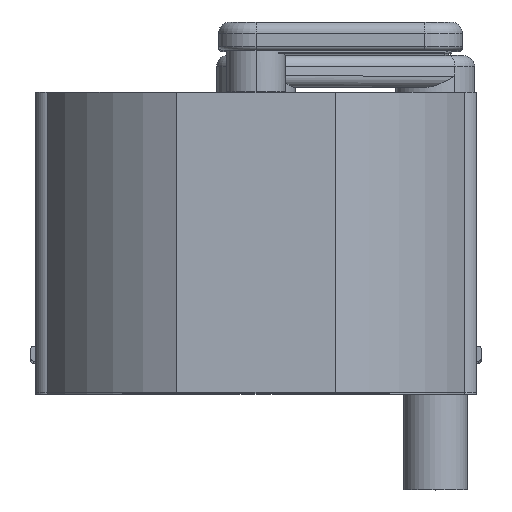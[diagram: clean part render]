
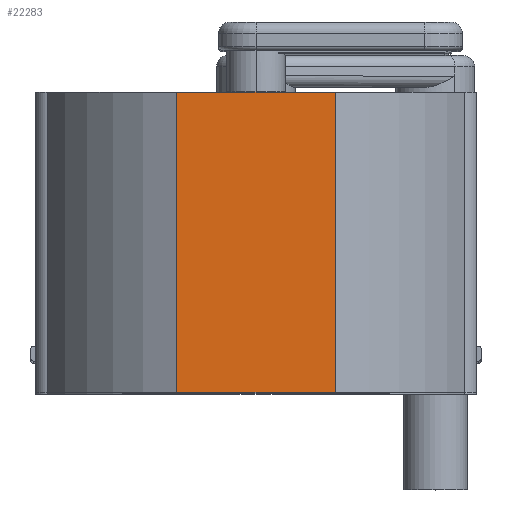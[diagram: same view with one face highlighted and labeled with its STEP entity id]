
A CAD part, top view. The second image highlights one B-rep face of the part: STEP entity #22283.
In plain terms, the highlighted face is planar.
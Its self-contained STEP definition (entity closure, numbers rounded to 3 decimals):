
#334 = CARTESIAN_POINT ( 'NONE',  ( -42.307, -112.5, -80. ) ) ;
#2231 = EDGE_CURVE ( 'NONE', #9309, #3385, #14643, .T. ) ;
#3380 = ORIENTED_EDGE ( 'NONE', *, *, #2231, .F. ) ;
#3385 = VERTEX_POINT ( 'NONE', #8152 ) ;
#3522 = DIRECTION ( 'NONE',  ( 1., 0., 0. ) ) ;
#3606 = CARTESIAN_POINT ( 'NONE',  ( -34.433, -112.5, -80. ) ) ;
#3622 = LINE ( 'NONE', #7653, #22918 ) ;
#3630 = ORIENTED_EDGE ( 'NONE', *, *, #16699, .F. ) ;
#3650 = CARTESIAN_POINT ( 'NONE',  ( -34.433, -112.5, 80. ) ) ;
#4280 = VECTOR ( 'NONE', #7398, 1000. ) ;
#4494 = ORIENTED_EDGE ( 'NONE', *, *, #22944, .T. ) ;
#6252 = LINE ( 'NONE', #19565, #9827 ) ;
#6958 = VECTOR ( 'NONE', #3522, 1000. ) ;
#7398 = DIRECTION ( 'NONE',  ( 1., 0., 0. ) ) ;
#7653 = CARTESIAN_POINT ( 'NONE',  ( 42.307, -112.5, -197.987 ) ) ;
#8152 = CARTESIAN_POINT ( 'NONE',  ( 42.307, -112.5, 80. ) ) ;
#9309 = VERTEX_POINT ( 'NONE', #22740 ) ;
#9827 = VECTOR ( 'NONE', #10033, 1000. ) ;
#10033 = DIRECTION ( 'NONE',  ( 0., 0., 1. ) ) ;
#10472 = EDGE_CURVE ( 'NONE', #16764, #13791, #24025, .T. ) ;
#11905 = DIRECTION ( 'NONE',  ( 0., 0., 1. ) ) ;
#12930 = EDGE_LOOP ( 'NONE', ( #17184, #4494, #3380, #3630 ) ) ;
#13791 = VERTEX_POINT ( 'NONE', #23720 ) ;
#14643 = LINE ( 'NONE', #20277, #6958 ) ;
#16699 = EDGE_CURVE ( 'NONE', #16764, #9309, #6252, .T. ) ;
#16764 = VERTEX_POINT ( 'NONE', #334 ) ;
#17184 = ORIENTED_EDGE ( 'NONE', *, *, #10472, .T. ) ;
#17798 = AXIS2_PLACEMENT_3D ( 'NONE', #3650, #20411, #20167 ) ;
#18085 = PLANE ( 'NONE',  #17798 ) ;
#19565 = CARTESIAN_POINT ( 'NONE',  ( -42.307, -112.5, -197.987 ) ) ;
#20167 = DIRECTION ( 'NONE',  ( 0., 0., 1. ) ) ;
#20277 = CARTESIAN_POINT ( 'NONE',  ( -34.433, -112.5, 80. ) ) ;
#20411 = DIRECTION ( 'NONE',  ( 0., 1., 0. ) ) ;
#21997 = FACE_OUTER_BOUND ( 'NONE', #12930, .T. ) ;
#22283 = ADVANCED_FACE ( 'NONE', ( #21997 ), #18085, .F. ) ;
#22740 = CARTESIAN_POINT ( 'NONE',  ( -42.307, -112.5, 80. ) ) ;
#22918 = VECTOR ( 'NONE', #11905, 1000. ) ;
#22944 = EDGE_CURVE ( 'NONE', #13791, #3385, #3622, .T. ) ;
#23720 = CARTESIAN_POINT ( 'NONE',  ( 42.307, -112.5, -80. ) ) ;
#24025 = LINE ( 'NONE', #3606, #4280 ) ;
